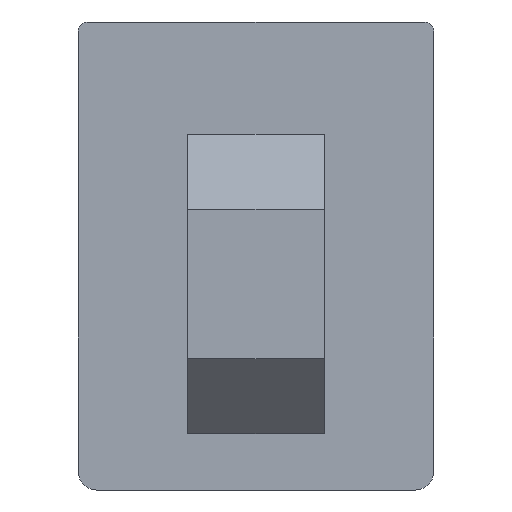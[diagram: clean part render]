
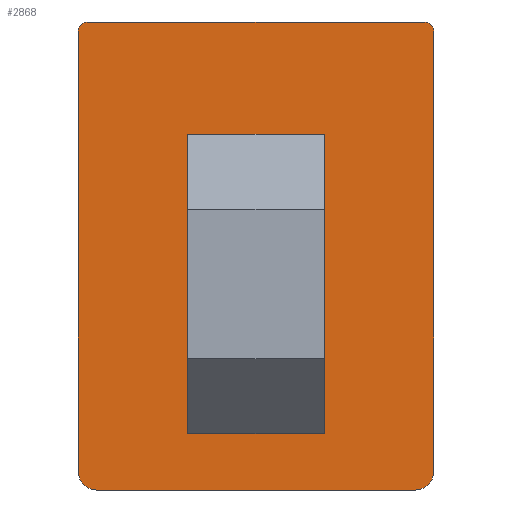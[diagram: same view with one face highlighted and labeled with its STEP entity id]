
A CAD part, front view. The second image highlights one B-rep face of the part: STEP entity #2868.
In plain terms, the highlighted planar face has unit normal (0, -1, 0).
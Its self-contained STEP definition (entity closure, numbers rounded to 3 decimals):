
#17 = EDGE_CURVE ( 'NONE', #899, #3260, #1708, .T. ) ;
#32 = ORIENTED_EDGE ( 'NONE', *, *, #1996, .F. ) ;
#40 = CARTESIAN_POINT ( 'NONE',  ( 0., 0., 0. ) ) ;
#79 = VERTEX_POINT ( 'NONE', #2897 ) ;
#121 = CARTESIAN_POINT ( 'NONE',  ( 0., 0., -25. ) ) ;
#166 = VERTEX_POINT ( 'NONE', #664 ) ;
#222 = CARTESIAN_POINT ( 'NONE',  ( 0., 0., -0.5 ) ) ;
#294 = ORIENTED_EDGE ( 'NONE', *, *, #1436, .T. ) ;
#389 = DIRECTION ( 'NONE',  ( 1., 0., 0. ) ) ;
#393 = VERTEX_POINT ( 'NONE', #1253 ) ;
#416 = DIRECTION ( 'NONE',  ( 0., 0., -1. ) ) ;
#435 = CARTESIAN_POINT ( 'NONE',  ( 6.15, 0., -14.1 ) ) ;
#442 = DIRECTION ( 'NONE',  ( 0., -1., 0. ) ) ;
#452 = ORIENTED_EDGE ( 'NONE', *, *, #1165, .F. ) ;
#458 = VECTOR ( 'NONE', #389, 1000. ) ;
#465 = EDGE_LOOP ( 'NONE', ( #574, #1929, #806, #2856, #891, #294, #1652, #1052 ) ) ;
#494 = FACE_BOUND ( 'NONE', #2790, .T. ) ;
#514 = EDGE_CURVE ( 'NONE', #899, #973, #648, .T. ) ;
#521 = CARTESIAN_POINT ( 'NONE',  ( 19., 0., -25. ) ) ;
#538 = VERTEX_POINT ( 'NONE', #2071 ) ;
#561 = VECTOR ( 'NONE', #1294, 1000. ) ;
#567 = AXIS2_PLACEMENT_3D ( 'NONE', #993, #2786, #1252 ) ;
#574 = ORIENTED_EDGE ( 'NONE', *, *, #2390, .T. ) ;
#648 = LINE ( 'NONE', #40, #561 ) ;
#655 = CARTESIAN_POINT ( 'NONE',  ( 18.5, 0., -0.5 ) ) ;
#664 = CARTESIAN_POINT ( 'NONE',  ( 19., 0., -0.5 ) ) ;
#671 = CARTESIAN_POINT ( 'NONE',  ( 0.5, 0., -0.5 ) ) ;
#674 = LINE ( 'NONE', #2798, #2619 ) ;
#681 = CIRCLE ( 'NONE', #567, 4. ) ;
#770 = DIRECTION ( 'NONE',  ( 0., 0., 1. ) ) ;
#806 = ORIENTED_EDGE ( 'NONE', *, *, #514, .F. ) ;
#836 = AXIS2_PLACEMENT_3D ( 'NONE', #1384, #3172, #1637 ) ;
#840 = AXIS2_PLACEMENT_3D ( 'NONE', #844, #2639, #1117 ) ;
#844 = CARTESIAN_POINT ( 'NONE',  ( 8.85, 0., -13.9 ) ) ;
#881 = CARTESIAN_POINT ( 'NONE',  ( 12.85, 0., -10.1 ) ) ;
#891 = ORIENTED_EDGE ( 'NONE', *, *, #2268, .F. ) ;
#899 = VERTEX_POINT ( 'NONE', #1875 ) ;
#921 = EDGE_CURVE ( 'NONE', #393, #3194, #2065, .T. ) ;
#956 = AXIS2_PLACEMENT_3D ( 'NONE', #1224, #3009, #1478 ) ;
#973 = VERTEX_POINT ( 'NONE', #2404 ) ;
#987 = VECTOR ( 'NONE', #1912, 1000. ) ;
#993 = CARTESIAN_POINT ( 'NONE',  ( 10.15, 0., -14.1 ) ) ;
#1042 = DIRECTION ( 'NONE',  ( 0., -1., 0. ) ) ;
#1052 = ORIENTED_EDGE ( 'NONE', *, *, #3214, .T. ) ;
#1114 = LINE ( 'NONE', #2410, #3063 ) ;
#1117 = DIRECTION ( 'NONE',  ( 0., 0., 1. ) ) ;
#1145 = LINE ( 'NONE', #1919, #458 ) ;
#1161 = CIRCLE ( 'NONE', #836, 1. ) ;
#1165 = EDGE_CURVE ( 'NONE', #1453, #1611, #681, .T. ) ;
#1214 = CIRCLE ( 'NONE', #956, 1. ) ;
#1224 = CARTESIAN_POINT ( 'NONE',  ( 18., 0., -24. ) ) ;
#1252 = DIRECTION ( 'NONE',  ( 0., 0., -1. ) ) ;
#1253 = CARTESIAN_POINT ( 'NONE',  ( 1., 0., -25. ) ) ;
#1293 = ORIENTED_EDGE ( 'NONE', *, *, #2976, .F. ) ;
#1294 = DIRECTION ( 'NONE',  ( 1., 0., 0. ) ) ;
#1316 = VECTOR ( 'NONE', #1629, 1000. ) ;
#1349 = DIRECTION ( 'NONE',  ( 0., 0., -1. ) ) ;
#1366 = EDGE_CURVE ( 'NONE', #166, #973, #1394, .T. ) ;
#1384 = CARTESIAN_POINT ( 'NONE',  ( 1., 0., -24. ) ) ;
#1394 = CIRCLE ( 'NONE', #2799, 0.5 ) ;
#1395 = DIRECTION ( 'NONE',  ( 0., 0., -1. ) ) ;
#1436 = EDGE_CURVE ( 'NONE', #3300, #393, #1161, .T. ) ;
#1453 = VERTEX_POINT ( 'NONE', #2403 ) ;
#1474 = EDGE_CURVE ( 'NONE', #2408, #1453, #1672, .T. ) ;
#1478 = DIRECTION ( 'NONE',  ( 0., 0., -1. ) ) ;
#1582 = LINE ( 'NONE', #2762, #2872 ) ;
#1611 = VERTEX_POINT ( 'NONE', #435 ) ;
#1629 = DIRECTION ( 'NONE',  ( 1., 0., 0. ) ) ;
#1637 = DIRECTION ( 'NONE',  ( 0., 0., -1. ) ) ;
#1652 = ORIENTED_EDGE ( 'NONE', *, *, #921, .T. ) ;
#1672 = LINE ( 'NONE', #881, #987 ) ;
#1708 = CIRCLE ( 'NONE', #2111, 0.5 ) ;
#1713 = CARTESIAN_POINT ( 'NONE',  ( 18., 0., -25. ) ) ;
#1756 = CARTESIAN_POINT ( 'NONE',  ( 0., 0., -24. ) ) ;
#1775 = FACE_OUTER_BOUND ( 'NONE', #465, .T. ) ;
#1780 = VECTOR ( 'NONE', #770, 1000. ) ;
#1860 = LINE ( 'NONE', #521, #1780 ) ;
#1875 = CARTESIAN_POINT ( 'NONE',  ( 0.5, 0., 0. ) ) ;
#1892 = ORIENTED_EDGE ( 'NONE', *, *, #2340, .F. ) ;
#1912 = DIRECTION ( 'NONE',  ( -1., 0., 0. ) ) ;
#1919 = CARTESIAN_POINT ( 'NONE',  ( 8.85, 0., -17.9 ) ) ;
#1929 = ORIENTED_EDGE ( 'NONE', *, *, #1366, .T. ) ;
#1937 = AXIS2_PLACEMENT_3D ( 'NONE', #2304, #1042, #2841 ) ;
#1967 = ORIENTED_EDGE ( 'NONE', *, *, #3080, .F. ) ;
#1970 = VERTEX_POINT ( 'NONE', #3181 ) ;
#1985 = CARTESIAN_POINT ( 'NONE',  ( 12.85, 0., -13.9 ) ) ;
#1996 = EDGE_CURVE ( 'NONE', #1611, #538, #1114, .T. ) ;
#2049 = PLANE ( 'NONE',  #1937 ) ;
#2065 = LINE ( 'NONE', #121, #1316 ) ;
#2071 = CARTESIAN_POINT ( 'NONE',  ( 6.15, 0., -17.9 ) ) ;
#2111 = AXIS2_PLACEMENT_3D ( 'NONE', #671, #442, #416 ) ;
#2131 = CIRCLE ( 'NONE', #840, 4. ) ;
#2268 = EDGE_CURVE ( 'NONE', #3300, #3260, #1582, .T. ) ;
#2278 = VERTEX_POINT ( 'NONE', #1985 ) ;
#2304 = CARTESIAN_POINT ( 'NONE',  ( 0., 0., -25. ) ) ;
#2340 = EDGE_CURVE ( 'NONE', #2278, #2408, #674, .T. ) ;
#2390 = EDGE_CURVE ( 'NONE', #79, #166, #1860, .T. ) ;
#2403 = CARTESIAN_POINT ( 'NONE',  ( 10.15, 0., -10.1 ) ) ;
#2404 = CARTESIAN_POINT ( 'NONE',  ( 18.5, 0., 0. ) ) ;
#2408 = VERTEX_POINT ( 'NONE', #2832 ) ;
#2410 = CARTESIAN_POINT ( 'NONE',  ( 6.15, 0., -17.9 ) ) ;
#2487 = ORIENTED_EDGE ( 'NONE', *, *, #1474, .F. ) ;
#2619 = VECTOR ( 'NONE', #3046, 1000. ) ;
#2639 = DIRECTION ( 'NONE',  ( 0., -1., 0. ) ) ;
#2762 = CARTESIAN_POINT ( 'NONE',  ( 0., 0., -25. ) ) ;
#2786 = DIRECTION ( 'NONE',  ( 0., -1., 0. ) ) ;
#2790 = EDGE_LOOP ( 'NONE', ( #452, #2487, #1892, #1293, #1967, #32 ) ) ;
#2799 = AXIS2_PLACEMENT_3D ( 'NONE', #655, #2887, #1349 ) ;
#2798 = CARTESIAN_POINT ( 'NONE',  ( 12.85, 0., -13.9 ) ) ;
#2832 = CARTESIAN_POINT ( 'NONE',  ( 12.85, 0., -10.1 ) ) ;
#2841 = DIRECTION ( 'NONE',  ( 0., 0., -1. ) ) ;
#2856 = ORIENTED_EDGE ( 'NONE', *, *, #17, .T. ) ;
#2868 = ADVANCED_FACE ( 'NONE', ( #1775, #494 ), #2049, .T. ) ;
#2872 = VECTOR ( 'NONE', #3018, 1000. ) ;
#2887 = DIRECTION ( 'NONE',  ( 0., -1., 0. ) ) ;
#2897 = CARTESIAN_POINT ( 'NONE',  ( 19., 0., -24. ) ) ;
#2976 = EDGE_CURVE ( 'NONE', #1970, #2278, #2131, .T. ) ;
#3009 = DIRECTION ( 'NONE',  ( 0., -1., 0. ) ) ;
#3018 = DIRECTION ( 'NONE',  ( 0., 0., 1. ) ) ;
#3046 = DIRECTION ( 'NONE',  ( 0., 0., 1. ) ) ;
#3063 = VECTOR ( 'NONE', #1395, 1000. ) ;
#3080 = EDGE_CURVE ( 'NONE', #538, #1970, #1145, .T. ) ;
#3172 = DIRECTION ( 'NONE',  ( 0., -1., 0. ) ) ;
#3181 = CARTESIAN_POINT ( 'NONE',  ( 8.85, 0., -17.9 ) ) ;
#3194 = VERTEX_POINT ( 'NONE', #1713 ) ;
#3214 = EDGE_CURVE ( 'NONE', #3194, #79, #1214, .T. ) ;
#3260 = VERTEX_POINT ( 'NONE', #222 ) ;
#3300 = VERTEX_POINT ( 'NONE', #1756 ) ;
